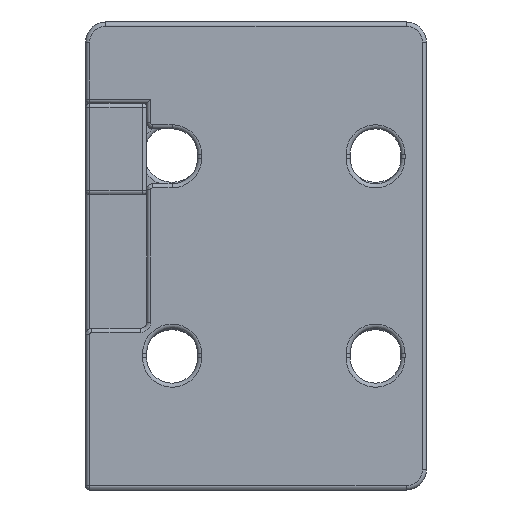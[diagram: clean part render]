
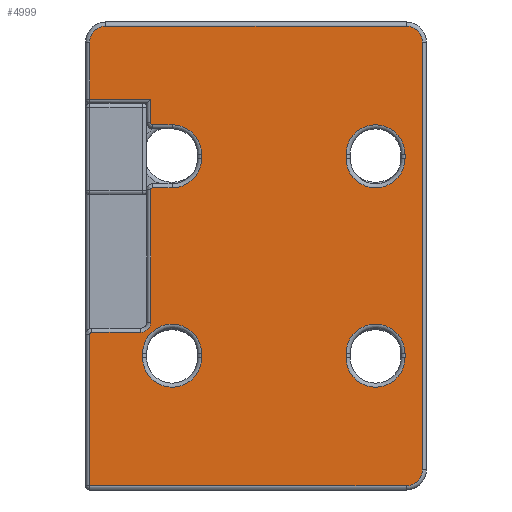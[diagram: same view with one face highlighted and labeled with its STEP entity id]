
A CAD part, front view. The second image highlights one B-rep face of the part: STEP entity #4999.
In plain terms, the highlighted planar face has unit normal (0, -1, 0).
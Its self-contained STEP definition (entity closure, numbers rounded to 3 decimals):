
#45=FACE_BOUND('',#687,.T.);
#46=FACE_BOUND('',#688,.T.);
#47=FACE_BOUND('',#689,.T.);
#129=PLANE('',#5396);
#349=FACE_OUTER_BOUND('',#686,.T.);
#686=EDGE_LOOP('',(#3405,#3406,#3407,#3408,#3409,#3410,#3411,#3412,#3413,
#3414,#3415,#3416,#3417,#3418,#3419,#3420,#3421,#3422,#3423,#3424,#3425));
#687=EDGE_LOOP('',(#3426,#3427,#3428,#3429));
#688=EDGE_LOOP('',(#3430,#3431,#3432,#3433));
#689=EDGE_LOOP('',(#3434,#3435,#3436,#3437));
#1016=LINE('',#7749,#1340);
#1019=LINE('',#7772,#1343);
#1021=LINE('',#7784,#1345);
#1023=LINE('',#7804,#1347);
#1025=LINE('',#7816,#1349);
#1027=LINE('',#7828,#1351);
#1029=LINE('',#7847,#1353);
#1030=LINE('',#7851,#1354);
#1033=LINE('',#7862,#1357);
#1035=LINE('',#7874,#1359);
#1037=LINE('',#7886,#1361);
#1039=LINE('',#7897,#1363);
#1065=LINE('',#7978,#1389);
#1066=LINE('',#7981,#1390);
#1067=LINE('',#7984,#1391);
#1068=LINE('',#7988,#1392);
#1069=LINE('',#7994,#1393);
#1070=LINE('',#7997,#1394);
#1340=VECTOR('',#6021,10.);
#1343=VECTOR('',#6036,10.);
#1345=VECTOR('',#6050,10.);
#1347=VECTOR('',#6062,10.);
#1349=VECTOR('',#6076,10.);
#1351=VECTOR('',#6090,10.);
#1353=VECTOR('',#6100,10.);
#1354=VECTOR('',#6105,10.);
#1357=VECTOR('',#6116,10.);
#1359=VECTOR('',#6130,10.);
#1361=VECTOR('',#6144,10.);
#1363=VECTOR('',#6158,10.);
#1389=VECTOR('',#6234,10.);
#1390=VECTOR('',#6237,10.);
#1391=VECTOR('',#6238,10.);
#1392=VECTOR('',#6241,10.);
#1393=VECTOR('',#6246,10.);
#1394=VECTOR('',#6249,10.);
#1668=CIRCLE('',#5319,0.2);
#1672=CIRCLE('',#5325,1.);
#1676=CIRCLE('',#5330,0.2);
#1680=CIRCLE('',#5336,2.9);
#1684=CIRCLE('',#5342,2.9);
#1688=CIRCLE('',#5347,0.2);
#1694=CIRCLE('',#5358,1.6);
#1698=CIRCLE('',#5364,1.6);
#1702=CIRCLE('',#5370,1.6);
#1713=CIRCLE('',#5397,2.9);
#1714=CIRCLE('',#5398,2.9);
#1715=CIRCLE('',#5399,2.9);
#1716=CIRCLE('',#5400,2.9);
#1717=CIRCLE('',#5401,2.9);
#1718=CIRCLE('',#5402,2.9);
#2034=VERTEX_POINT('',#7746);
#2035=VERTEX_POINT('',#7748);
#2037=VERTEX_POINT('',#7762);
#2039=VERTEX_POINT('',#7768);
#2041=VERTEX_POINT('',#7774);
#2043=VERTEX_POINT('',#7780);
#2045=VERTEX_POINT('',#7794);
#2047=VERTEX_POINT('',#7800);
#2049=VERTEX_POINT('',#7806);
#2051=VERTEX_POINT('',#7812);
#2053=VERTEX_POINT('',#7818);
#2055=VERTEX_POINT('',#7824);
#2057=VERTEX_POINT('',#7838);
#2060=VERTEX_POINT('',#7846);
#2061=VERTEX_POINT('',#7850);
#2063=VERTEX_POINT('',#7856);
#2066=VERTEX_POINT('',#7864);
#2068=VERTEX_POINT('',#7870);
#2070=VERTEX_POINT('',#7876);
#2072=VERTEX_POINT('',#7882);
#2074=VERTEX_POINT('',#7888);
#2098=VERTEX_POINT('',#7974);
#2099=VERTEX_POINT('',#7975);
#2100=VERTEX_POINT('',#7977);
#2101=VERTEX_POINT('',#7979);
#2102=VERTEX_POINT('',#7982);
#2103=VERTEX_POINT('',#7983);
#2104=VERTEX_POINT('',#7985);
#2105=VERTEX_POINT('',#7987);
#2106=VERTEX_POINT('',#7990);
#2107=VERTEX_POINT('',#7991);
#2108=VERTEX_POINT('',#7993);
#2109=VERTEX_POINT('',#7995);
#2485=EDGE_CURVE('',#2034,#2035,#1016,.T.);
#2490=EDGE_CURVE('',#2035,#2037,#1668,.T.);
#2493=EDGE_CURVE('',#2037,#2039,#1019,.T.);
#2496=EDGE_CURVE('',#2039,#2041,#1672,.T.);
#2499=EDGE_CURVE('',#2041,#2043,#1021,.T.);
#2502=EDGE_CURVE('',#2043,#2045,#1676,.T.);
#2505=EDGE_CURVE('',#2045,#2047,#1023,.T.);
#2508=EDGE_CURVE('',#2047,#2049,#1680,.T.);
#2511=EDGE_CURVE('',#2049,#2051,#1025,.T.);
#2514=EDGE_CURVE('',#2051,#2053,#1684,.T.);
#2517=EDGE_CURVE('',#2053,#2055,#1027,.T.);
#2520=EDGE_CURVE('',#2055,#2057,#1688,.T.);
#2522=EDGE_CURVE('',#2057,#2060,#1029,.T.);
#2524=EDGE_CURVE('',#2060,#2061,#1030,.T.);
#2530=EDGE_CURVE('',#2061,#2063,#1033,.T.);
#2533=EDGE_CURVE('',#2063,#2066,#1694,.T.);
#2536=EDGE_CURVE('',#2066,#2068,#1035,.T.);
#2539=EDGE_CURVE('',#2068,#2070,#1698,.T.);
#2542=EDGE_CURVE('',#2070,#2072,#1037,.T.);
#2545=EDGE_CURVE('',#2072,#2074,#1702,.T.);
#2548=EDGE_CURVE('',#2074,#2034,#1039,.T.);
#2584=EDGE_CURVE('',#2098,#2099,#1713,.T.);
#2585=EDGE_CURVE('',#2100,#2098,#1065,.T.);
#2586=EDGE_CURVE('',#2101,#2100,#1714,.T.);
#2587=EDGE_CURVE('',#2099,#2101,#1066,.T.);
#2588=EDGE_CURVE('',#2102,#2103,#1067,.T.);
#2589=EDGE_CURVE('',#2104,#2102,#1715,.T.);
#2590=EDGE_CURVE('',#2105,#2104,#1068,.T.);
#2591=EDGE_CURVE('',#2103,#2105,#1716,.T.);
#2592=EDGE_CURVE('',#2106,#2107,#1717,.T.);
#2593=EDGE_CURVE('',#2108,#2106,#1069,.T.);
#2594=EDGE_CURVE('',#2109,#2108,#1718,.T.);
#2595=EDGE_CURVE('',#2107,#2109,#1070,.T.);
#3405=ORIENTED_EDGE('',*,*,#2485,.F.);
#3406=ORIENTED_EDGE('',*,*,#2548,.F.);
#3407=ORIENTED_EDGE('',*,*,#2545,.F.);
#3408=ORIENTED_EDGE('',*,*,#2542,.F.);
#3409=ORIENTED_EDGE('',*,*,#2539,.F.);
#3410=ORIENTED_EDGE('',*,*,#2536,.F.);
#3411=ORIENTED_EDGE('',*,*,#2533,.F.);
#3412=ORIENTED_EDGE('',*,*,#2530,.F.);
#3413=ORIENTED_EDGE('',*,*,#2524,.F.);
#3414=ORIENTED_EDGE('',*,*,#2522,.F.);
#3415=ORIENTED_EDGE('',*,*,#2520,.F.);
#3416=ORIENTED_EDGE('',*,*,#2517,.F.);
#3417=ORIENTED_EDGE('',*,*,#2514,.F.);
#3418=ORIENTED_EDGE('',*,*,#2511,.F.);
#3419=ORIENTED_EDGE('',*,*,#2508,.F.);
#3420=ORIENTED_EDGE('',*,*,#2505,.F.);
#3421=ORIENTED_EDGE('',*,*,#2502,.F.);
#3422=ORIENTED_EDGE('',*,*,#2499,.F.);
#3423=ORIENTED_EDGE('',*,*,#2496,.F.);
#3424=ORIENTED_EDGE('',*,*,#2493,.F.);
#3425=ORIENTED_EDGE('',*,*,#2490,.F.);
#3426=ORIENTED_EDGE('',*,*,#2584,.F.);
#3427=ORIENTED_EDGE('',*,*,#2585,.F.);
#3428=ORIENTED_EDGE('',*,*,#2586,.F.);
#3429=ORIENTED_EDGE('',*,*,#2587,.F.);
#3430=ORIENTED_EDGE('',*,*,#2588,.F.);
#3431=ORIENTED_EDGE('',*,*,#2589,.F.);
#3432=ORIENTED_EDGE('',*,*,#2590,.F.);
#3433=ORIENTED_EDGE('',*,*,#2591,.F.);
#3434=ORIENTED_EDGE('',*,*,#2592,.F.);
#3435=ORIENTED_EDGE('',*,*,#2593,.F.);
#3436=ORIENTED_EDGE('',*,*,#2594,.F.);
#3437=ORIENTED_EDGE('',*,*,#2595,.F.);
#4999=ADVANCED_FACE('',(#349,#45,#46,#47),#129,.F.);
#5319=AXIS2_PLACEMENT_3D('',#7766,#6029,#6030);
#5325=AXIS2_PLACEMENT_3D('',#7778,#6043,#6044);
#5330=AXIS2_PLACEMENT_3D('',#7798,#6055,#6056);
#5336=AXIS2_PLACEMENT_3D('',#7810,#6069,#6070);
#5342=AXIS2_PLACEMENT_3D('',#7822,#6083,#6084);
#5347=AXIS2_PLACEMENT_3D('',#7842,#6095,#6096);
#5358=AXIS2_PLACEMENT_3D('',#7868,#6123,#6124);
#5364=AXIS2_PLACEMENT_3D('',#7880,#6137,#6138);
#5370=AXIS2_PLACEMENT_3D('',#7892,#6151,#6152);
#5396=AXIS2_PLACEMENT_3D('',#7973,#6230,#6231);
#5397=AXIS2_PLACEMENT_3D('',#7976,#6232,#6233);
#5398=AXIS2_PLACEMENT_3D('',#7980,#6235,#6236);
#5399=AXIS2_PLACEMENT_3D('',#7986,#6239,#6240);
#5400=AXIS2_PLACEMENT_3D('',#7989,#6242,#6243);
#5401=AXIS2_PLACEMENT_3D('',#7992,#6244,#6245);
#5402=AXIS2_PLACEMENT_3D('',#7996,#6247,#6248);
#6021=DIRECTION('',(0.,0.,1.));
#6029=DIRECTION('center_axis',(0.,1.,0.));
#6030=DIRECTION('ref_axis',(-0.707,0.,0.707));
#6036=DIRECTION('',(1.,0.,0.));
#6043=DIRECTION('center_axis',(0.,-1.,0.));
#6044=DIRECTION('ref_axis',(0.707,0.,-0.707));
#6050=DIRECTION('',(0.,0.,1.));
#6055=DIRECTION('center_axis',(0.,1.,0.));
#6056=DIRECTION('ref_axis',(-0.707,0.,0.707));
#6062=DIRECTION('',(1.,0.,0.));
#6069=DIRECTION('center_axis',(0.,-1.,0.));
#6070=DIRECTION('ref_axis',(0.707,0.,-0.707));
#6076=DIRECTION('',(0.,0.,1.));
#6083=DIRECTION('center_axis',(0.,-1.,0.));
#6084=DIRECTION('ref_axis',(0.707,0.,0.707));
#6090=DIRECTION('',(-1.,0.,0.));
#6095=DIRECTION('center_axis',(0.,1.,0.));
#6096=DIRECTION('ref_axis',(-0.707,0.,-0.707));
#6100=DIRECTION('',(0.,0.,1.));
#6105=DIRECTION('',(-1.,0.,0.));
#6116=DIRECTION('',(0.,0.,1.));
#6123=DIRECTION('center_axis',(0.,1.,0.));
#6124=DIRECTION('ref_axis',(-0.707,0.,0.707));
#6130=DIRECTION('',(1.,0.,0.));
#6137=DIRECTION('center_axis',(0.,1.,0.));
#6138=DIRECTION('ref_axis',(0.707,0.,0.707));
#6144=DIRECTION('',(0.,0.,-1.));
#6151=DIRECTION('center_axis',(0.,1.,0.));
#6152=DIRECTION('ref_axis',(0.707,0.,-0.707));
#6158=DIRECTION('',(-1.,0.,0.));
#6230=DIRECTION('center_axis',(0.,1.,0.));
#6231=DIRECTION('ref_axis',(1.,0.,0.));
#6232=DIRECTION('center_axis',(0.,-1.,0.));
#6233=DIRECTION('ref_axis',(0.,0.,1.));
#6234=DIRECTION('',(0.,0.,1.));
#6235=DIRECTION('center_axis',(0.,-1.,0.));
#6236=DIRECTION('ref_axis',(0.,0.,-1.));
#6237=DIRECTION('',(0.,0.,-1.));
#6238=DIRECTION('',(0.,0.,1.));
#6239=DIRECTION('center_axis',(0.,-1.,0.));
#6240=DIRECTION('ref_axis',(0.,0.,-1.));
#6241=DIRECTION('',(0.,0.,-1.));
#6242=DIRECTION('center_axis',(0.,-1.,0.));
#6243=DIRECTION('ref_axis',(0.,0.,1.));
#6244=DIRECTION('center_axis',(0.,-1.,0.));
#6245=DIRECTION('ref_axis',(0.,0.,1.));
#6246=DIRECTION('',(0.,0.,1.));
#6247=DIRECTION('center_axis',(0.,-1.,0.));
#6248=DIRECTION('ref_axis',(0.,0.,-1.));
#6249=DIRECTION('',(0.,0.,-1.));
#7746=CARTESIAN_POINT('',(-18.1,0.,-22.6));
#7748=CARTESIAN_POINT('',(-18.1,0.,-7.7));
#7749=CARTESIAN_POINT('',(-18.1,0.,-11.5));
#7762=CARTESIAN_POINT('',(-17.9,0.,-7.5));
#7766=CARTESIAN_POINT('Origin',(-17.9,0.,-7.7));
#7768=CARTESIAN_POINT('',(-13.1,0.,-7.5));
#7772=CARTESIAN_POINT('',(-10.125,0.,-7.5));
#7774=CARTESIAN_POINT('',(-12.1,0.,-6.5));
#7778=CARTESIAN_POINT('Origin',(-13.1,0.,-6.5));
#7780=CARTESIAN_POINT('',(-12.1,0.,6.5));
#7784=CARTESIAN_POINT('',(-12.1,0.,-3.55));
#7794=CARTESIAN_POINT('',(-11.9,0.,6.7));
#7798=CARTESIAN_POINT('Origin',(-11.9,0.,6.5));
#7800=CARTESIAN_POINT('',(-10.,0.,6.7));
#7804=CARTESIAN_POINT('',(-7.125,0.,6.7));
#7806=CARTESIAN_POINT('',(-7.1,0.,9.6));
#7810=CARTESIAN_POINT('Origin',(-10.,0.,9.6));
#7812=CARTESIAN_POINT('',(-7.1,0.,10.));
#7816=CARTESIAN_POINT('',(-7.1,0.,4.8));
#7818=CARTESIAN_POINT('',(-10.,0.,12.9));
#7822=CARTESIAN_POINT('Origin',(-10.,0.,10.));
#7824=CARTESIAN_POINT('',(-11.9,0.,12.9));
#7828=CARTESIAN_POINT('',(-5.875,0.,12.9));
#7838=CARTESIAN_POINT('',(-12.1,0.,13.1));
#7842=CARTESIAN_POINT('Origin',(-11.9,0.,13.1));
#7846=CARTESIAN_POINT('',(-12.1,0.,15.4));
#7847=CARTESIAN_POINT('',(-12.1,0.,6.25));
#7850=CARTESIAN_POINT('',(-18.1,0.,15.4));
#7851=CARTESIAN_POINT('',(-7.125,0.,15.4));
#7856=CARTESIAN_POINT('',(-18.1,0.,21.));
#7862=CARTESIAN_POINT('',(-18.1,0.,7.5));
#7864=CARTESIAN_POINT('',(-16.5,0.,22.6));
#7868=CARTESIAN_POINT('Origin',(-16.5,0.,21.));
#7870=CARTESIAN_POINT('',(13.,0.,22.6));
#7874=CARTESIAN_POINT('',(-10.125,0.,22.6));
#7876=CARTESIAN_POINT('',(14.6,0.,21.));
#7880=CARTESIAN_POINT('Origin',(13.,0.,21.));
#7882=CARTESIAN_POINT('',(14.6,0.,-21.));
#7886=CARTESIAN_POINT('',(14.6,0.,11.5));
#7888=CARTESIAN_POINT('',(13.,0.,-22.6));
#7892=CARTESIAN_POINT('Origin',(13.,0.,-21.));
#7897=CARTESIAN_POINT('',(6.625,0.,-22.6));
#7973=CARTESIAN_POINT('Origin',(-1.75,0.,0.));
#7974=CARTESIAN_POINT('',(12.9,0.,10.));
#7975=CARTESIAN_POINT('',(7.1,0.,10.));
#7976=CARTESIAN_POINT('Origin',(10.,0.,10.));
#7977=CARTESIAN_POINT('',(12.9,0.,9.6));
#7978=CARTESIAN_POINT('',(12.9,0.,4.8));
#7979=CARTESIAN_POINT('',(7.1,0.,9.6));
#7980=CARTESIAN_POINT('Origin',(10.,0.,9.6));
#7981=CARTESIAN_POINT('',(7.1,0.,5.));
#7982=CARTESIAN_POINT('',(-7.1,0.,-10.));
#7983=CARTESIAN_POINT('',(-7.1,0.,-9.6));
#7984=CARTESIAN_POINT('',(-7.1,0.,-5.));
#7985=CARTESIAN_POINT('',(-12.9,0.,-10.));
#7986=CARTESIAN_POINT('Origin',(-10.,0.,-10.));
#7987=CARTESIAN_POINT('',(-12.9,0.,-9.6));
#7988=CARTESIAN_POINT('',(-12.9,0.,-4.8));
#7989=CARTESIAN_POINT('Origin',(-10.,0.,-9.6));
#7990=CARTESIAN_POINT('',(12.9,0.,-9.6));
#7991=CARTESIAN_POINT('',(7.1,0.,-9.6));
#7992=CARTESIAN_POINT('Origin',(10.,0.,-9.6));
#7993=CARTESIAN_POINT('',(12.9,0.,-10.));
#7994=CARTESIAN_POINT('',(12.9,0.,-5.));
#7995=CARTESIAN_POINT('',(7.1,0.,-10.));
#7996=CARTESIAN_POINT('Origin',(10.,0.,-10.));
#7997=CARTESIAN_POINT('',(7.1,0.,-4.8));
